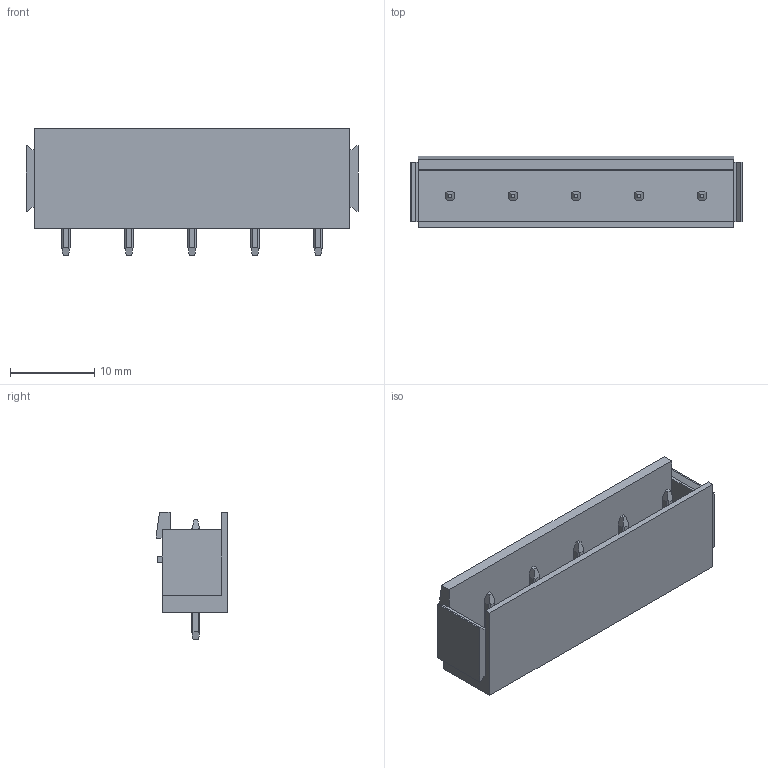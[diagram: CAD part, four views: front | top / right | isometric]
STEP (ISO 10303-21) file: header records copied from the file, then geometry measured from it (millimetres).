
FILE_DESCRIPTION(('CATIA V5 STEP Exchange','CAx-IF Rec.Pracs.--- Model Styling and Organization---1.2---2011-12-15'),'2;1');
FILE_NAME ('D1453835_0_1629160000_1629160000.stp','2018-10-29T06:23:03+00:00',('none'),('Weidmueller'),'CATIA Version 5-6 Release 2014','CATIA V5 STEP AP214','none');
FILE_SCHEMA(('AUTOMOTIVE_DESIGN { 1 0 10303 214 1 1 1 1 }'));
Length unit declared in the file: millimetre
Products named in the file (1): 1629160000
Bounding box: 39.5 x 8.5 x 15.2 mm (x, y, z)
Volume: 1757.9 mm3; surface area: 2825.8 mm2
Topology: 6 solids, 6 shells, 177 faces, 483 edges, 318 vertices
Faces by surface type: plane 135, cylinder 42
Entity records: 5170 total; most frequent: CARTESIAN_POINT 1184, ORIENTED_EDGE 966, DIRECTION 567, EDGE_CURVE 483, VERTEX_POINT 318, VECTOR 315, LINE 315, EDGE_LOOP 187
